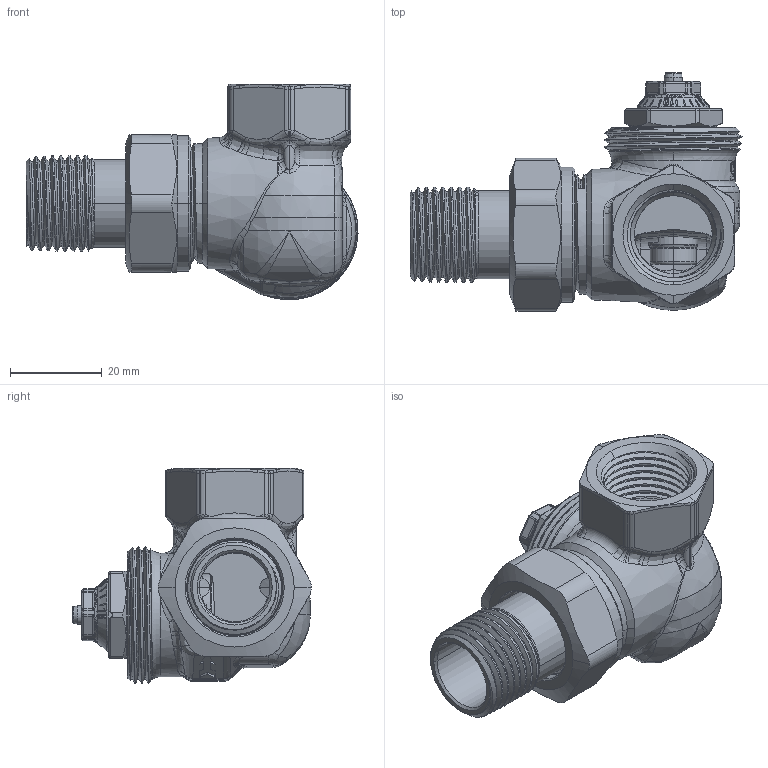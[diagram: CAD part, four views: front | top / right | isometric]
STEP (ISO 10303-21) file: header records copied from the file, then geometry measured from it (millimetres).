
FILE_DESCRIPTION((''),'2;1');
FILE_NAME('3934-02-000-GEW-O-B_SW0002','2015-03-09T',('marann'),(''),'PRO/ENGINEER BY PARAMETRIC TECHNOLOGY CORPORATION, 2011490','PRO/ENGINEER BY PARAMETRIC TECHNOLOGY CORPORATION, 2011490','');
FILE_SCHEMA(('CONFIG_CONTROL_DESIGN'));
Products named in the file (1): 3934-02-000-GEW-O-B_SW0002
Bounding box: 72.47 x 52.05 x 47 mm (x, y, z)
Volume: 31446.6 mm3; surface area: 24714.7 mm2
Topology: 2 solids, 2 shells, 1443 faces, 3660 edges, 2252 vertices
Faces by surface type: bspline 399, cylinder 371, plane 357, cone 131, torus 124, extrusion 50, sphere 11
Entity records: 78499 total; most frequent: CARTESIAN_POINT 47209, ORIENTED_EDGE 7312, DIRECTION 5483, EDGE_CURVE 3656, VERTEX_POINT 2252, AXIS2_PLACEMENT_3D 2171, EDGE_LOOP 1494, FACE_OUTER_BOUND 1443
